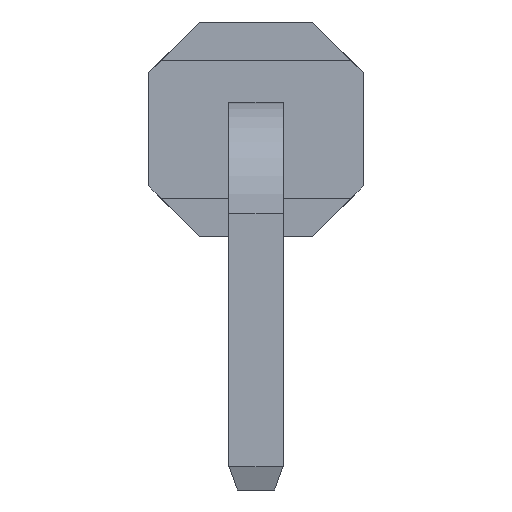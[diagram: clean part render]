
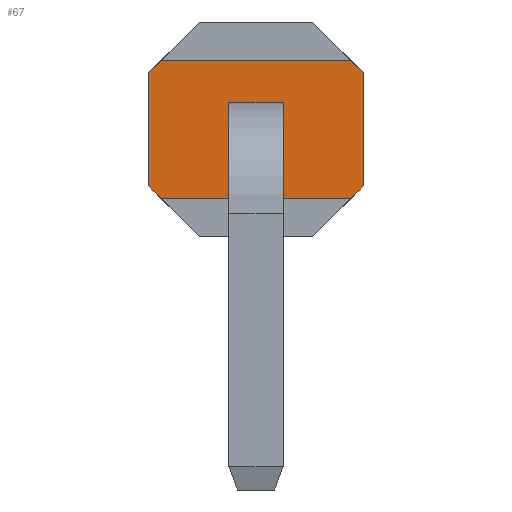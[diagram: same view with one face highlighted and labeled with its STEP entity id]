
A CAD part, front view. The second image highlights one B-rep face of the part: STEP entity #67.
In plain terms, the highlighted planar face has unit normal (0, -1, 0).
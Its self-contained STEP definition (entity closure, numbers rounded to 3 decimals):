
#67=ADVANCED_FACE('',(#391,#393),#395,.T.);
#391=FACE_BOUND('',#392,.T.);
#392=EDGE_LOOP('',(#650,#651,#652,#653,#654,#655,#656,#657));
#393=FACE_BOUND('',#394,.T.);
#394=EDGE_LOOP('',(#658,#659,#660,#661));
#395=PLANE('',#396);
#396=AXIS2_PLACEMENT_3D('',#397,#398,#399);
#397=CARTESIAN_POINT('',(0.,2.04,0.));
#398=DIRECTION('',(0.,-1.,-0.));
#399=DIRECTION('',(1.,0.,0.));
#650=ORIENTED_EDGE('',*,*,#826,.F.);
#651=ORIENTED_EDGE('',*,*,#827,.F.);
#652=ORIENTED_EDGE('',*,*,#828,.F.);
#653=ORIENTED_EDGE('',*,*,#829,.T.);
#654=ORIENTED_EDGE('',*,*,#830,.F.);
#655=ORIENTED_EDGE('',*,*,#831,.F.);
#656=ORIENTED_EDGE('',*,*,#832,.F.);
#657=ORIENTED_EDGE('',*,*,#833,.T.);
#658=ORIENTED_EDGE('',*,*,#834,.F.);
#659=ORIENTED_EDGE('',*,*,#835,.F.);
#660=ORIENTED_EDGE('',*,*,#836,.F.);
#661=ORIENTED_EDGE('',*,*,#837,.F.);
#826=EDGE_CURVE('',#926,#927,#928,.T.);
#827=EDGE_CURVE('',#929,#926,#930,.T.);
#828=EDGE_CURVE('',#931,#929,#932,.T.);
#829=EDGE_CURVE('',#931,#933,#934,.T.);
#830=EDGE_CURVE('',#935,#933,#936,.T.);
#831=EDGE_CURVE('',#937,#935,#938,.T.);
#832=EDGE_CURVE('',#939,#937,#940,.T.);
#833=EDGE_CURVE('',#939,#927,#941,.T.);
#834=EDGE_CURVE('',#942,#943,#944,.T.);
#835=EDGE_CURVE('',#945,#942,#946,.T.);
#836=EDGE_CURVE('',#947,#945,#948,.T.);
#837=EDGE_CURVE('',#943,#947,#949,.T.);
#926=VERTEX_POINT('',#1094);
#927=VERTEX_POINT('',#1095);
#928=LINE('',#1096,#1097);
#929=VERTEX_POINT('',#1099);
#930=LINE('',#1100,#1101);
#931=VERTEX_POINT('',#1103);
#932=LINE('',#1104,#1105);
#933=VERTEX_POINT('',#1107);
#934=LINE('',#1108,#1109);
#935=VERTEX_POINT('',#1111);
#936=LINE('',#1112,#1113);
#937=VERTEX_POINT('',#1115);
#938=LINE('',#1116,#1117);
#939=VERTEX_POINT('',#1119);
#940=LINE('',#1120,#1121);
#941=LINE('',#1123,#1124);
#942=VERTEX_POINT('',#1126);
#943=VERTEX_POINT('',#1127);
#944=LINE('',#1128,#1129);
#945=VERTEX_POINT('',#1131);
#946=LINE('',#1132,#1133);
#947=VERTEX_POINT('',#1135);
#948=LINE('',#1136,#1137);
#949=LINE('',#1139,#1140);
#1094=CARTESIAN_POINT('',(-1.27,2.04,1.94));
#1095=CARTESIAN_POINT('',(-1.12,2.04,2.09));
#1096=CARTESIAN_POINT('',(-1.27,2.04,1.94));
#1097=VECTOR('',#1098,1.);
#1098=DIRECTION('',(0.707,0.,0.707));
#1099=CARTESIAN_POINT('',(-1.27,2.04,0.6));
#1100=CARTESIAN_POINT('',(-1.27,2.04,0.6));
#1101=VECTOR('',#1102,1.);
#1102=DIRECTION('',(0.,0.,1.));
#1103=CARTESIAN_POINT('',(-1.12,2.04,0.45));
#1104=CARTESIAN_POINT('',(-1.12,2.04,0.45));
#1105=VECTOR('',#1106,1.);
#1106=DIRECTION('',(-0.707,0.,0.707));
#1107=CARTESIAN_POINT('',(1.12,2.04,0.45));
#1108=CARTESIAN_POINT('',(-1.12,2.04,0.45));
#1109=VECTOR('',#1110,1.);
#1110=DIRECTION('',(1.,0.,0.));
#1111=CARTESIAN_POINT('',(1.27,2.04,0.6));
#1112=CARTESIAN_POINT('',(1.27,2.04,0.6));
#1113=VECTOR('',#1114,1.);
#1114=DIRECTION('',(-0.707,0.,-0.707));
#1115=CARTESIAN_POINT('',(1.27,2.04,1.94));
#1116=CARTESIAN_POINT('',(1.27,2.04,1.94));
#1117=VECTOR('',#1118,1.);
#1118=DIRECTION('',(0.,0.,-1.));
#1119=CARTESIAN_POINT('',(1.12,2.04,2.09));
#1120=CARTESIAN_POINT('',(1.12,2.04,2.09));
#1121=VECTOR('',#1122,1.);
#1122=DIRECTION('',(0.707,0.,-0.707));
#1123=CARTESIAN_POINT('',(1.12,2.04,2.09));
#1124=VECTOR('',#1125,1.);
#1125=DIRECTION('',(-1.,0.,0.));
#1126=CARTESIAN_POINT('',(-0.32,2.04,1.59));
#1127=CARTESIAN_POINT('',(-0.32,2.04,0.95));
#1128=CARTESIAN_POINT('',(-0.32,2.04,1.59));
#1129=VECTOR('',#1130,1.);
#1130=DIRECTION('',(0.,0.,-1.));
#1131=CARTESIAN_POINT('',(0.32,2.04,1.59));
#1132=CARTESIAN_POINT('',(0.32,2.04,1.59));
#1133=VECTOR('',#1134,1.);
#1134=DIRECTION('',(-1.,0.,0.));
#1135=CARTESIAN_POINT('',(0.32,2.04,0.95));
#1136=CARTESIAN_POINT('',(0.32,2.04,0.95));
#1137=VECTOR('',#1138,1.);
#1138=DIRECTION('',(0.,0.,1.));
#1139=CARTESIAN_POINT('',(-0.32,2.04,0.95));
#1140=VECTOR('',#1141,1.);
#1141=DIRECTION('',(1.,0.,0.));
